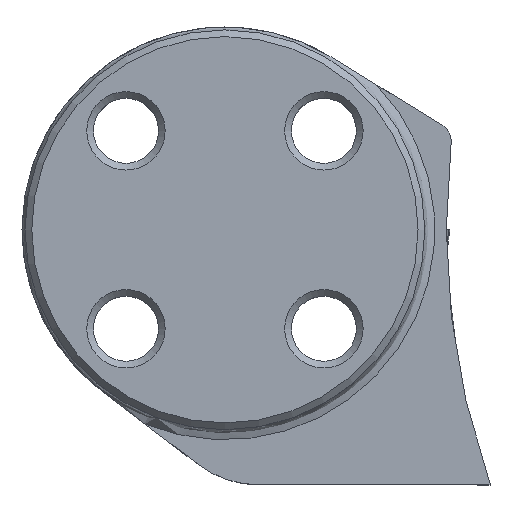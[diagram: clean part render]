
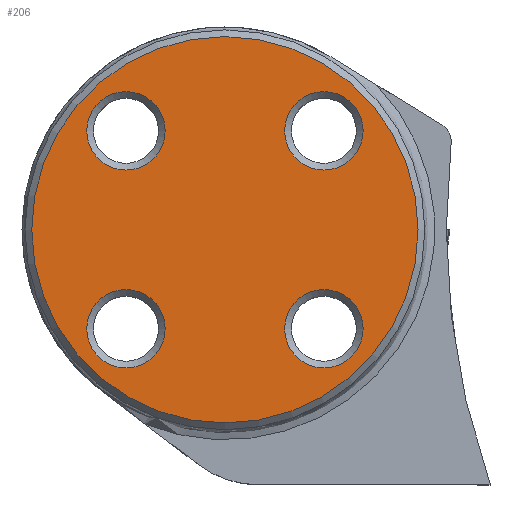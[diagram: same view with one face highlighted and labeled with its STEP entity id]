
A CAD part, top view. The second image highlights one B-rep face of the part: STEP entity #206.
In plain terms, the highlighted planar face has unit normal (0, 0, 1).
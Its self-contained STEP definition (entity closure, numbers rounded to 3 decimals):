
#123=FACE_BOUND('',#358,.T.);
#124=FACE_BOUND('',#359,.T.);
#125=FACE_BOUND('',#360,.T.);
#126=FACE_BOUND('',#361,.T.);
#127=FACE_BOUND('',#362,.T.);
#164=PLANE('',#1565);
#206=ADVANCED_FACE('',(#123,#124,#125,#126,#127),#164,.F.);
#358=EDGE_LOOP('',(#696));
#359=EDGE_LOOP('',(#697));
#360=EDGE_LOOP('',(#698));
#361=EDGE_LOOP('',(#699));
#362=EDGE_LOOP('',(#700));
#553=CIRCLE('',#1559,19.325);
#554=CIRCLE('',#1561,3.925);
#555=CIRCLE('',#1562,3.925);
#556=CIRCLE('',#1563,3.925);
#557=CIRCLE('',#1564,3.925);
#696=ORIENTED_EDGE('',*,*,#1206,.F.);
#697=ORIENTED_EDGE('',*,*,#1207,.T.);
#698=ORIENTED_EDGE('',*,*,#1208,.T.);
#699=ORIENTED_EDGE('',*,*,#1209,.F.);
#700=ORIENTED_EDGE('',*,*,#1205,.F.);
#1033=VERTEX_POINT('',#3526);
#1034=VERTEX_POINT('',#3529);
#1035=VERTEX_POINT('',#3531);
#1036=VERTEX_POINT('',#3533);
#1037=VERTEX_POINT('',#3535);
#1205=EDGE_CURVE('',#1033,#1033,#553,.T.);
#1206=EDGE_CURVE('',#1034,#1034,#554,.T.);
#1207=EDGE_CURVE('',#1035,#1035,#555,.T.);
#1208=EDGE_CURVE('',#1036,#1036,#556,.T.);
#1209=EDGE_CURVE('',#1037,#1037,#557,.T.);
#1559=AXIS2_PLACEMENT_3D('',#3525,#1748,#1749);
#1561=AXIS2_PLACEMENT_3D('',#3528,#1752,#1753);
#1562=AXIS2_PLACEMENT_3D('',#3530,#1754,#1755);
#1563=AXIS2_PLACEMENT_3D('',#3532,#1756,#1757);
#1564=AXIS2_PLACEMENT_3D('',#3534,#1758,#1759);
#1565=AXIS2_PLACEMENT_3D('',#3536,#1760,#1761);
#1748=DIRECTION('',(0.,0.,-1.));
#1749=DIRECTION('',(1.,0.,0.));
#1752=DIRECTION('',(0.,0.,1.));
#1753=DIRECTION('',(1.,0.,0.));
#1754=DIRECTION('',(0.,0.,-1.));
#1755=DIRECTION('',(1.,0.,0.));
#1756=DIRECTION('',(0.,0.,-1.));
#1757=DIRECTION('',(1.,0.,0.));
#1758=DIRECTION('',(0.,0.,1.));
#1759=DIRECTION('',(1.,0.,0.));
#1760=DIRECTION('',(0.,0.,-1.));
#1761=DIRECTION('',(1.,0.,0.));
#3525=CARTESIAN_POINT('',(0.,0.,0.));
#3526=CARTESIAN_POINT('',(19.325,0.,0.));
#3528=CARTESIAN_POINT('',(-9.899,-9.899,0.));
#3529=CARTESIAN_POINT('',(-5.974,-9.899,0.));
#3530=CARTESIAN_POINT('',(-9.899,9.899,0.));
#3531=CARTESIAN_POINT('',(-5.974,9.899,0.));
#3532=CARTESIAN_POINT('',(9.899,-9.899,0.));
#3533=CARTESIAN_POINT('',(13.824,-9.899,0.));
#3534=CARTESIAN_POINT('',(9.899,9.899,0.));
#3535=CARTESIAN_POINT('',(13.824,9.899,0.));
#3536=CARTESIAN_POINT('',(0.,0.,0.));
